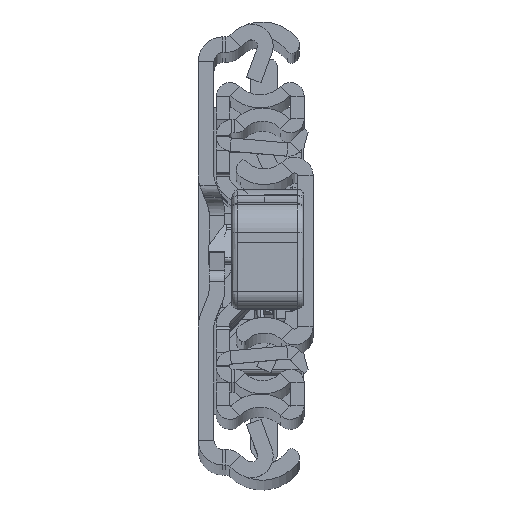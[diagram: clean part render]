
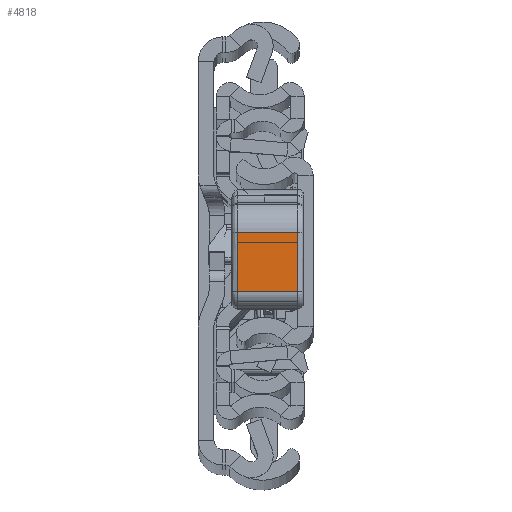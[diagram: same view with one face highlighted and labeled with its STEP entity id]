
A CAD part, top view. The second image highlights one B-rep face of the part: STEP entity #4818.
In plain terms, the highlighted face is planar.
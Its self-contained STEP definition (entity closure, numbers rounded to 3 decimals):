
#261 = PLANE ( 'NONE',  #10762 ) ;
#1294 = CARTESIAN_POINT ( 'NONE',  ( 39.55, -12.274, 10. ) ) ;
#2475 = EDGE_CURVE ( 'NONE', #17736, #19620, #16680, .T. ) ;
#2765 = DIRECTION ( 'NONE',  ( -1., 0.027, 0. ) ) ;
#3776 = EDGE_LOOP ( 'NONE', ( #29528, #17839, #26749, #23829 ) ) ;
#4317 = CARTESIAN_POINT ( 'NONE',  ( 39.55, -12.274, 0. ) ) ;
#4818 = ADVANCED_FACE ( 'NONE', ( #27412 ), #261, .F. ) ;
#5020 = DIRECTION ( 'NONE',  ( 0., 0., -1. ) ) ;
#6388 = CARTESIAN_POINT ( 'NONE',  ( 39.55, -12.274, 0. ) ) ;
#6558 = EDGE_CURVE ( 'NONE', #30954, #17736, #7560, .T. ) ;
#7352 = DIRECTION ( 'NONE',  ( 0., 0., 1. ) ) ;
#7560 = LINE ( 'NONE', #29674, #12114 ) ;
#10577 = CARTESIAN_POINT ( 'NONE',  ( 39.818, -2.465, 10. ) ) ;
#10762 = AXIS2_PLACEMENT_3D ( 'NONE', #30632, #2765, #11247 ) ;
#10782 = LINE ( 'NONE', #35392, #17712 ) ;
#11247 = DIRECTION ( 'NONE',  ( -0.027, -1., 0. ) ) ;
#11697 = CARTESIAN_POINT ( 'NONE',  ( 39.55, -12.274, 10. ) ) ;
#12114 = VECTOR ( 'NONE', #5020, 1000. ) ;
#12640 = DIRECTION ( 'NONE',  ( -0.027, -1., 0. ) ) ;
#12936 = VECTOR ( 'NONE', #12640, 1000. ) ;
#14498 = EDGE_CURVE ( 'NONE', #20027, #30954, #20730, .T. ) ;
#16680 = LINE ( 'NONE', #6388, #27311 ) ;
#17712 = VECTOR ( 'NONE', #7352, 1000. ) ;
#17736 = VERTEX_POINT ( 'NONE', #4317 ) ;
#17839 = ORIENTED_EDGE ( 'NONE', *, *, #2475, .T. ) ;
#18289 = EDGE_CURVE ( 'NONE', #19620, #20027, #10782, .T. ) ;
#19620 = VERTEX_POINT ( 'NONE', #24987 ) ;
#20027 = VERTEX_POINT ( 'NONE', #10577 ) ;
#20730 = LINE ( 'NONE', #1294, #12936 ) ;
#23829 = ORIENTED_EDGE ( 'NONE', *, *, #14498, .T. ) ;
#24987 = CARTESIAN_POINT ( 'NONE',  ( 39.818, -2.465, 0. ) ) ;
#26749 = ORIENTED_EDGE ( 'NONE', *, *, #18289, .T. ) ;
#27311 = VECTOR ( 'NONE', #30491, 1000. ) ;
#27412 = FACE_OUTER_BOUND ( 'NONE', #3776, .T. ) ;
#29528 = ORIENTED_EDGE ( 'NONE', *, *, #6558, .T. ) ;
#29674 = CARTESIAN_POINT ( 'NONE',  ( 39.55, -12.274, 11. ) ) ;
#30491 = DIRECTION ( 'NONE',  ( 0.027, 1., 0. ) ) ;
#30632 = CARTESIAN_POINT ( 'NONE',  ( 39.55, -12.274, 11. ) ) ;
#30954 = VERTEX_POINT ( 'NONE', #11697 ) ;
#35392 = CARTESIAN_POINT ( 'NONE',  ( 39.818, -2.465, 11. ) ) ;
